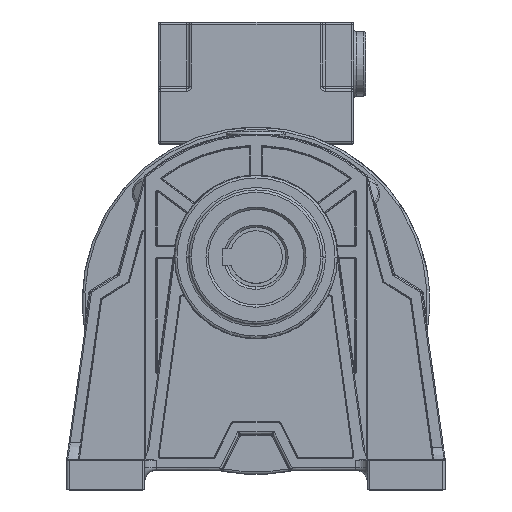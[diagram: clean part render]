
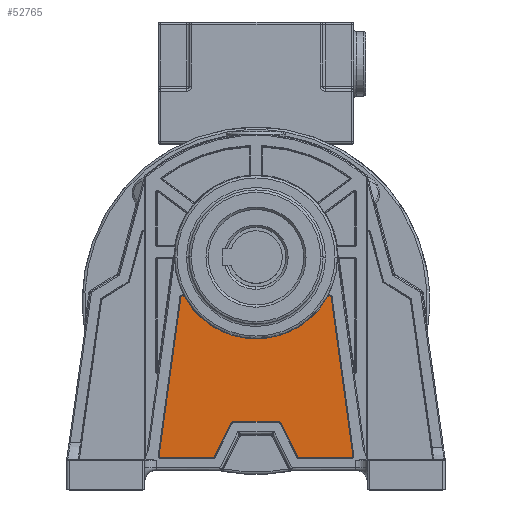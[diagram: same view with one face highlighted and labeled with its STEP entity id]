
A CAD part, top view. The second image highlights one B-rep face of the part: STEP entity #52765.
In plain terms, the highlighted planar face has unit normal (0, 0, 1).
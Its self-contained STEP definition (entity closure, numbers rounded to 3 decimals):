
#28908=CARTESIAN_POINT('',(-31.538,-16.97,7.236));
#28909=CARTESIAN_POINT('',(-31.522,-16.852,7.236));
#28910=CARTESIAN_POINT('',(-31.447,-16.646,
7.236));
#28911=CARTESIAN_POINT('',(-31.206,-16.395,
7.236));
#28912=CARTESIAN_POINT('',(-30.896,-16.271,
7.236));
#28913=CARTESIAN_POINT('',(-30.568,-16.272,
7.236));
#28914=CARTESIAN_POINT('',(-30.24,-16.427,
7.236));
#28915=CARTESIAN_POINT('',(-30.101,-16.59,
7.236));
#28916=CARTESIAN_POINT('',(-30.046,-16.69,
7.236));
#28938=CARTESIAN_POINT('',(-30.046,-16.69,
7.236));
#28991=DIRECTION('',(-1.,0.,0.));
#28992=VECTOR('',#28991,21.621);
#28993=CARTESIAN_POINT('',(39.827,-84.22,7.236));
#28994=LINE('',#28993,#28992);
#29061=DIRECTION('',(-1.,0.,0.));
#29062=VECTOR('',#29061,21.621);
#29063=CARTESIAN_POINT('',(-18.206,-84.22,7.236));
#29064=LINE('',#29063,#29062);
#29092=CARTESIAN_POINT('',(0.,0.,7.236));
#29093=DIRECTION('',(0.,0.,-1.));
#29094=DIRECTION('',(0.874,-0.486,0.));
#29095=AXIS2_PLACEMENT_3D('',#29092,#29093,#29094);
#29097=CARTESIAN_POINT('',(30.745,-17.078,
7.236));
#29098=DIRECTION('',(0.,0.,1.));
#29099=DIRECTION('',(0.991,0.134,0.));
#29100=AXIS2_PLACEMENT_3D('',#29097,#29098,#29099);
#29102=DIRECTION('',(-0.136,0.991,0.));
#29103=VECTOR('',#29102,66.96);
#29104=CARTESIAN_POINT('',(40.619,-83.312,7.236));
#29105=LINE('',#29104,#29103);
#29106=CARTESIAN_POINT('',(39.827,-83.42,7.236));
#29107=DIRECTION('',(0.,0.,1.));
#29108=DIRECTION('',(0.,-1.,0.));
#29109=AXIS2_PLACEMENT_3D('',#29106,#29107,#29108);
#29111=CARTESIAN_POINT('',(18.206,-83.42,7.236));
#29112=DIRECTION('',(0.,0.,1.));
#29113=DIRECTION('',(-0.894,-0.447,0.));
#29114=AXIS2_PLACEMENT_3D('',#29111,#29112,#29113);
#29116=DIRECTION('',(0.447,-0.894,0.));
#29117=VECTOR('',#29116,15.618);
#29118=CARTESIAN_POINT('',(10.505,-69.808,7.236));
#29119=LINE('',#29118,#29117);
#29120=CARTESIAN_POINT('',(9.432,-70.345,7.236));
#29121=DIRECTION('',(0.,0.,-1.));
#29122=DIRECTION('',(0.,1.,0.));
#29123=AXIS2_PLACEMENT_3D('',#29120,#29121,#29122);
#29125=CARTESIAN_POINT('',(-9.432,-70.345,7.236));
#29126=DIRECTION('',(0.,0.,-1.));
#29127=DIRECTION('',(-0.894,0.447,0.));
#29128=AXIS2_PLACEMENT_3D('',#29125,#29126,#29127);
#29130=DIRECTION('',(0.447,0.894,0.));
#29131=VECTOR('',#29130,15.618);
#29132=CARTESIAN_POINT('',(-17.49,-83.778,7.236));
#29133=LINE('',#29132,#29131);
#29134=CARTESIAN_POINT('',(-18.206,-83.42,7.236));
#29135=DIRECTION('',(0.,0.,1.));
#29136=DIRECTION('',(0.,-1.,0.));
#29137=AXIS2_PLACEMENT_3D('',#29134,#29135,#29136);
#29139=CARTESIAN_POINT('',(-39.827,-83.42,7.236));
#29140=DIRECTION('',(0.,0.,1.));
#29141=DIRECTION('',(-0.991,0.136,0.));
#29142=AXIS2_PLACEMENT_3D('',#29139,#29140,#29141);
#29144=DIRECTION('',(-0.136,-0.991,0.));
#29145=VECTOR('',#29144,66.961);
#29146=CARTESIAN_POINT('',(-31.538,-16.97,7.236));
#29147=LINE('',#29146,#29145);
#29171=DIRECTION('',(-1.,0.,0.));
#29172=VECTOR('',#29171,18.864);
#29173=CARTESIAN_POINT('',(9.432,-69.145,7.236));
#29174=LINE('',#29173,#29172);
#38270=CARTESIAN_POINT('',(9.432,-69.145,7.236));
#38271=CARTESIAN_POINT('',(10.505,-69.808,7.236));
#38272=VERTEX_POINT('',#38270);
#38273=VERTEX_POINT('',#38271);
#39091=CARTESIAN_POINT('',(-18.206,-84.22,7.236));
#39093=VERTEX_POINT('',#39091);
#39284=CARTESIAN_POINT('',(17.49,-83.778,7.236));
#39285=VERTEX_POINT('',#39284);
#39623=VERTEX_POINT('',#28938);
#39668=CARTESIAN_POINT('',(-39.827,-84.22,7.236));
#39669=VERTEX_POINT('',#39668);
#39692=CARTESIAN_POINT('',(31.538,-16.971,
7.236));
#39693=CARTESIAN_POINT('',(30.046,-16.689,
7.236));
#39694=VERTEX_POINT('',#39692);
#39695=VERTEX_POINT('',#39693);
#39963=CARTESIAN_POINT('',(-31.538,-16.97,7.236));
#39964=CARTESIAN_POINT('',(-40.619,-83.312,7.236));
#39965=VERTEX_POINT('',#39963);
#39966=VERTEX_POINT('',#39964);
#40045=CARTESIAN_POINT('',(18.206,-84.22,7.236));
#40046=VERTEX_POINT('',#40045);
#40049=CARTESIAN_POINT('',(39.827,-84.22,7.236));
#40050=CARTESIAN_POINT('',(40.619,-83.312,7.236));
#40051=VERTEX_POINT('',#40049);
#40052=VERTEX_POINT('',#40050);
#40168=CARTESIAN_POINT('',(-10.505,-69.808,7.236));
#40169=VERTEX_POINT('',#40168);
#40211=CARTESIAN_POINT('',(-17.49,-83.778,7.236));
#40212=VERTEX_POINT('',#40211);
#40286=CARTESIAN_POINT('',(-9.432,-69.145,7.236));
#40287=VERTEX_POINT('',#40286);
#52737=CARTESIAN_POINT('',(0.,0.,7.236));
#52738=DIRECTION('',(0.,0.,1.));
#52739=DIRECTION('',(1.,0.,0.));
#52740=AXIS2_PLACEMENT_3D('',#52737,#52738,#52739);
#52741=PLANE('',#52740);
#52742=ORIENTED_EDGE('',*,*,#52395,.T.);
#52743=ORIENTED_EDGE('',*,*,#52410,.F.);
#52744=ORIENTED_EDGE('',*,*,#52425,.F.);
#52745=ORIENTED_EDGE('',*,*,#52466,.F.);
#52746=ORIENTED_EDGE('',*,*,#52481,.F.);
#52747=ORIENTED_EDGE('',*,*,#52522,.T.);
#52748=ORIENTED_EDGE('',*,*,#52537,.F.);
#52750=ORIENTED_EDGE('',*,*,#52749,.F.);
#52752=ORIENTED_EDGE('',*,*,#52751,.F.);
#52754=ORIENTED_EDGE('',*,*,#52753,.T.);
#52756=ORIENTED_EDGE('',*,*,#52755,.F.);
#52758=ORIENTED_EDGE('',*,*,#52757,.F.);
#52759=ORIENTED_EDGE('',*,*,#52648,.F.);
#52760=ORIENTED_EDGE('',*,*,#52664,.T.);
#52761=ORIENTED_EDGE('',*,*,#52705,.F.);
#52762=ORIENTED_EDGE('',*,*,#52719,.F.);
#52763=EDGE_LOOP('',(#52742,#52743,#52744,#52745,#52746,#52747,#52748,#52750,
#52752,#52754,#52756,#52758,#52759,#52760,#52761,#52762));
#52764=FACE_OUTER_BOUND('',#52763,.F.);
#52765=ADVANCED_FACE('',(#52764),#52741,.T.);
#28917=B_SPLINE_CURVE_WITH_KNOTS('',3,(#28908,#28909,#28910,#28911,#28912,
#28913,#28914,#28915,#28916),.UNSPECIFIED.,.F.,.F.,(4,1,1,1,1,1,4),(0.,
0.167,0.333,0.5,0.667,0.833,
1.),.UNSPECIFIED.);
#29096=CIRCLE('',#29095,34.37);
#29101=CIRCLE('',#29100,0.8);
#29110=CIRCLE('',#29109,0.8);
#29115=CIRCLE('',#29114,0.8);
#29124=CIRCLE('',#29123,1.2);
#29129=CIRCLE('',#29128,1.2);
#29138=CIRCLE('',#29137,0.8);
#29143=CIRCLE('',#29142,0.8);
#52395=EDGE_CURVE('',#39965,#39623,#28917,.T.);
#52410=EDGE_CURVE('',#39695,#39623,#29096,.T.);
#52425=EDGE_CURVE('',#39694,#39695,#29101,.T.);
#52466=EDGE_CURVE('',#40052,#39694,#29105,.T.);
#52481=EDGE_CURVE('',#40051,#40052,#29110,.T.);
#52522=EDGE_CURVE('',#40051,#40046,#28994,.T.);
#52537=EDGE_CURVE('',#39285,#40046,#29115,.T.);
#52648=EDGE_CURVE('',#39093,#40212,#29138,.T.);
#52664=EDGE_CURVE('',#39093,#39669,#29064,.T.);
#52705=EDGE_CURVE('',#39966,#39669,#29143,.T.);
#52719=EDGE_CURVE('',#39965,#39966,#29147,.T.);
#52749=EDGE_CURVE('',#38273,#39285,#29119,.T.);
#52751=EDGE_CURVE('',#38272,#38273,#29124,.T.);
#52753=EDGE_CURVE('',#38272,#40287,#29174,.T.);
#52755=EDGE_CURVE('',#40169,#40287,#29129,.T.);
#52757=EDGE_CURVE('',#40212,#40169,#29133,.T.);
